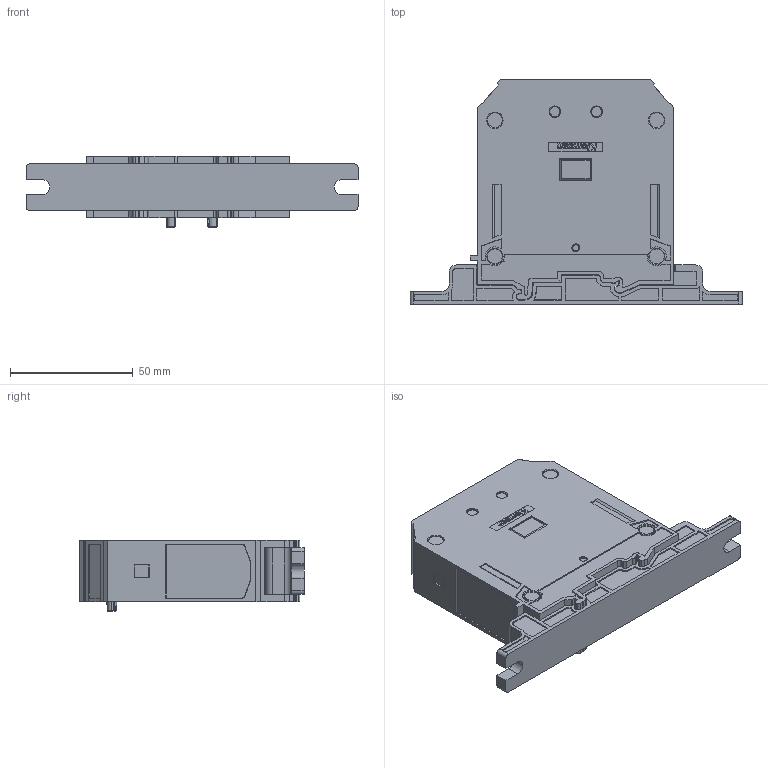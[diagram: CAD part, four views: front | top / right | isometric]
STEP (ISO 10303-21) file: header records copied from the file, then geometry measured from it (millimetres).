
FILE_DESCRIPTION (( 'STEP AP214' ), '1' );
FILE_NAME ('304460_AVK PB 95.STP', '2013-11-12T06:55:04', ( 'arge' ), ( 'Microsoft' ), 'SwSTEP 2.0', 'SolidWorks 2013', '' );
FILE_SCHEMA (( 'AUTOMOTIVE_DESIGN' ));
Length unit declared in the file: millimetre
Products named in the file (1): 304460_AVK PB 95
Bounding box: 135.4 x 91.47 x 29 mm (x, y, z)
Volume: 182689.9 mm3; surface area: 32168 mm2
Topology: 1 solids, 7 shells, 962 faces, 2654 edges, 1756 vertices
Faces by surface type: plane 610, cylinder 256, cone 96
Entity records: 41294 total; most frequent: CARTESIAN_POINT 5604, ORIENTED_EDGE 5308, DIRECTION 5193, EDGE_CURVE 2654, LINE 1913, VECTOR 1913, VERTEX_POINT 1756, AXIS2_PLACEMENT_3D 1640
